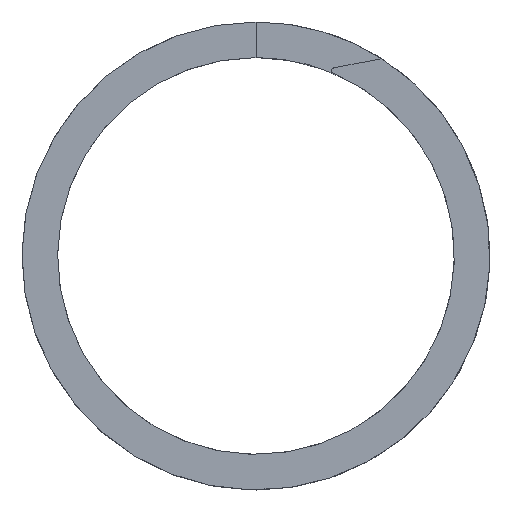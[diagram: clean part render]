
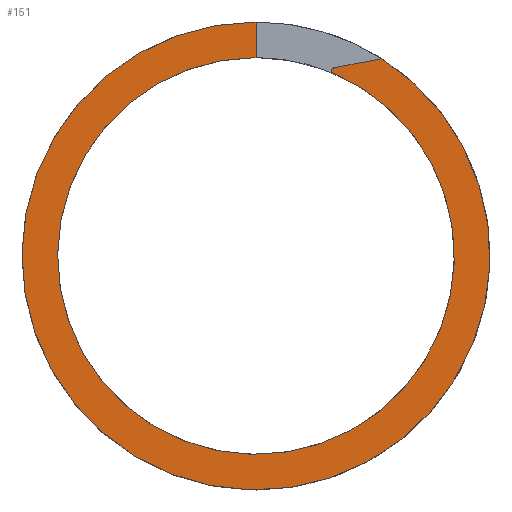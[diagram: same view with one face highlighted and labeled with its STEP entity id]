
A CAD part, top view. The second image highlights one B-rep face of the part: STEP entity #151.
In plain terms, the highlighted planar face has unit normal (0, 0, 1).
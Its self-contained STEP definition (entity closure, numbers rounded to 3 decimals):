
#17=PLANE($,#165);
#23=FACE_OUTER_BOUND($,#31,.T.);
#31=EDGE_LOOP($,(#110,#111,#112,#113,#114,#115));
#44=LINE($,#243,#54);
#45=LINE($,#249,#55);
#54=VECTOR($,#193,3.497);
#55=VECTOR($,#198,2.6);
#62=CIRCLE($,#163,0.2);
#64=CIRCLE($,#166,0.2);
#65=CIRCLE($,#167,14.5);
#66=CIRCLE($,#168,17.1);
#72=VERTEX_POINT($,#233);
#73=VERTEX_POINT($,#234);
#76=VERTEX_POINT($,#242);
#77=VERTEX_POINT($,#244);
#78=VERTEX_POINT($,#246);
#79=VERTEX_POINT($,#248);
#86=EDGE_CURVE($,#72,#73,#62,.T.);
#90=EDGE_CURVE($,#72,#76,#44,.T.);
#91=EDGE_CURVE($,#77,#76,#64,.T.);
#92=EDGE_CURVE($,#77,#78,#65,.T.);
#93=EDGE_CURVE($,#78,#79,#45,.T.);
#94=EDGE_CURVE($,#73,#79,#66,.T.);
#110=ORIENTED_EDGE($,*,*,#86,.F.);
#111=ORIENTED_EDGE($,*,*,#90,.T.);
#112=ORIENTED_EDGE($,*,*,#91,.F.);
#113=ORIENTED_EDGE($,*,*,#92,.T.);
#114=ORIENTED_EDGE($,*,*,#93,.T.);
#115=ORIENTED_EDGE($,*,*,#94,.F.);
#151=ADVANCED_FACE($,(#23),#17,.F.);
#163=AXIS2_PLACEMENT_3D($,#235,#185,#186);
#165=AXIS2_PLACEMENT_3D($,#241,#191,#192);
#166=AXIS2_PLACEMENT_3D($,#245,#194,#195);
#167=AXIS2_PLACEMENT_3D($,#247,#196,#197);
#168=AXIS2_PLACEMENT_3D($,#250,#199,#200);
#185=DIRECTION('center_axis',(0.,0.,-1.));
#186=DIRECTION('ref_axis',(0.189,0.982,0.));
#191=DIRECTION('center_axis',(0.,0.,-1.));
#192=DIRECTION('ref_axis',(-1.,0.,0.));
#193=DIRECTION($,(-0.982,-0.191,0.));
#194=DIRECTION('center_axis',(0.,0.,-1.));
#195=DIRECTION('ref_axis',(-0.995,0.103,0.));
#196=DIRECTION('center_axis',(0.,0.,-1.));
#197=DIRECTION('ref_axis',(-1.,0.,0.));
#198=DIRECTION($,(0.,1.,0.));
#199=DIRECTION('center_axis',(0.,0.,-1.));
#200=DIRECTION('ref_axis',(-1.,0.,0.));
#233=CARTESIAN_POINT('',(9.106,14.409,1.27));
#234=CARTESIAN_POINT('',(9.252,14.381,1.27));
#235=CARTESIAN_POINT('Origin',(9.144,14.212,1.27));
#241=CARTESIAN_POINT('Origin',(0.,0.,1.27));
#242=CARTESIAN_POINT('',(5.673,13.741,1.27));
#243=CARTESIAN_POINT($,(1.316,12.895,1.27));
#244=CARTESIAN_POINT('',(5.634,13.361,1.27));
#245=CARTESIAN_POINT('Origin',(5.711,13.545,1.27));
#246=CARTESIAN_POINT('',(0.,14.5,1.27));
#247=CARTESIAN_POINT('Origin',(0.,0.,1.27));
#248=CARTESIAN_POINT('',(0.,17.1,1.27));
#249=CARTESIAN_POINT($,(0.,8.55,1.27));
#250=CARTESIAN_POINT('Origin',(0.,0.,1.27));
